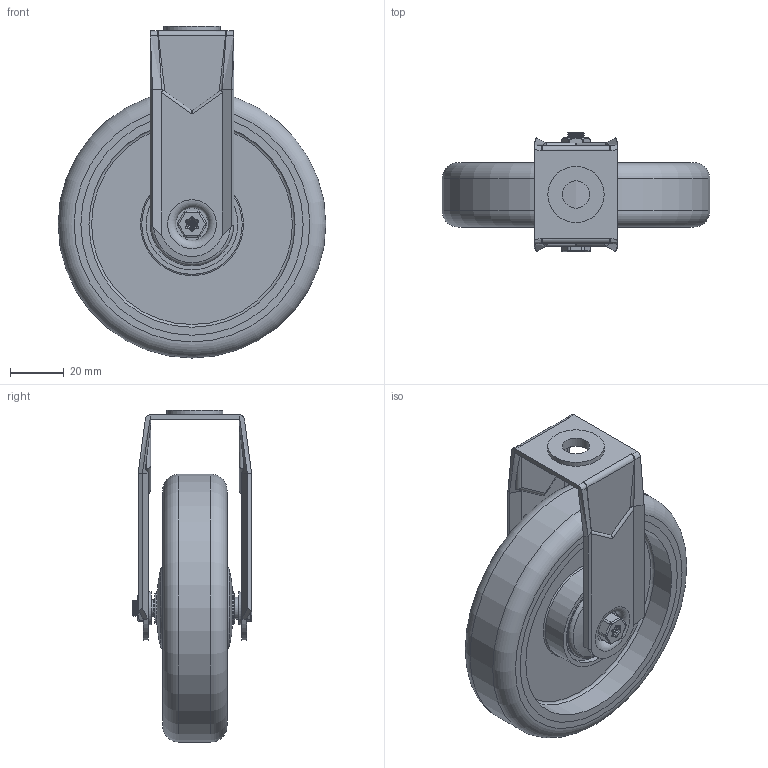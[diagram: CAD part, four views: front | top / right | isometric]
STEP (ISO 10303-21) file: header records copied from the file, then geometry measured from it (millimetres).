
FILE_DESCRIPTION(/* description */ ('','CAx-IF Rec.Pracs.---Representation and Presentation of Product Manufacturing Information (PMI)---4.0---2014-10-13'),/* implementation_level */ '2;1');
FILE_NAME(/* name */ 'BZRAF100GRBJBH10.step',/* time_stamp */ '2025-02-27T12:50:15Z',/* author */ (''),/* organization */ (''),/* preprocessor_version */ 'ST-DEVELOPER v20',/* originating_system */ 'Autodesk Translation Framework v13.20.0.188',/* authorisation */ '');
FILE_SCHEMA (('AP242_MANAGED_MODEL_BASED_3D_ENGINEERING_MIM_LF { 1 0 10303 442 1 1 4 }'));
Length unit declared in the file: millimetre
Products named in the file (18): BZRAF100GRBJBH10; BZRAF100ASBH10 v1; ZINC PLATED PRESSED STEEL FORKS; BZL100WGRBJM6 v1; THERMOPLASTIC RUBBER TYRE; POLYPROPYLENE RIM; BEARING6000; Pattern; Component2; OUTTER; INNER; MIDDLE; RUBBER; CAP; BOLTBZRA6MM v1; ZINC PLATED AXLE BOLT; NM6GR8HALFGR8 v1; ZINC PLATED LOCKING NUT
Assembly tree (25 placements, depth 5):
  BZRAF100GRBJBH10
    BZRAF100ASBH10 v1
      ZINC PLATED PRESSED STEEL FORKS
    BZL100WGRBJM6 v1
      THERMOPLASTIC RUBBER TYRE
      POLYPROPYLENE RIM
      BEARING6000
        Pattern
          Component2  x8
        OUTTER
        INNER
        MIDDLE
        RUBBER
      CAP  x2
    BOLTBZRA6MM v1
      ZINC PLATED AXLE BOLT
    NM6GR8HALFGR8 v1
      ZINC PLATED LOCKING NUT
Bounding box: 100 x 44.75 x 124 mm (x, y, z)
Volume: 117327.8 mm3; surface area: 67853.9 mm2
Topology: 20 solids, 20 shells, 468 faces, 1139 edges, 721 vertices
Faces by surface type: cylinder 182, plane 139, bspline 68, torus 37, sphere 24, cone 18
Full cylindrical faces by diameter (mm): 5 x9, 6 x2, 6.1 x2, 6.2 x1, 7 x2, 8 x1, 8.2 x1, 9.95 x2, 10 x1, 10.2 x1, 12.25 x2, 12.6 x2, 13.7 x1, 14.8 x4, 15.1 x2, 15.5 x2, 21 x1, 21.7 x2, 22.1 x2, 22.6 x4, 23.5 x2, 23.7 x1, 26 x2, 27.25 x2, 28 x2, 31 x2, 31.25 x2, 34.25 x2, 37.5 x2, 77 x2
Entity records: 31247 total; most frequent: CARTESIAN_POINT 20340, DIRECTION 2246, ORIENTED_EDGE 2158, EDGE_CURVE 1079, AXIS2_PLACEMENT_3D 959, VERTEX_POINT 687, EDGE_LOOP 514, CIRCLE 498
